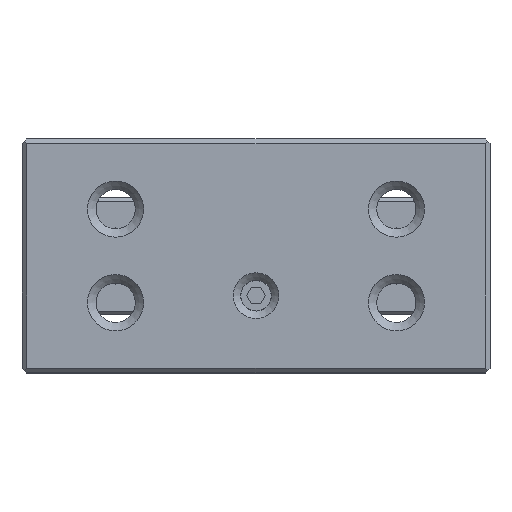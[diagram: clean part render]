
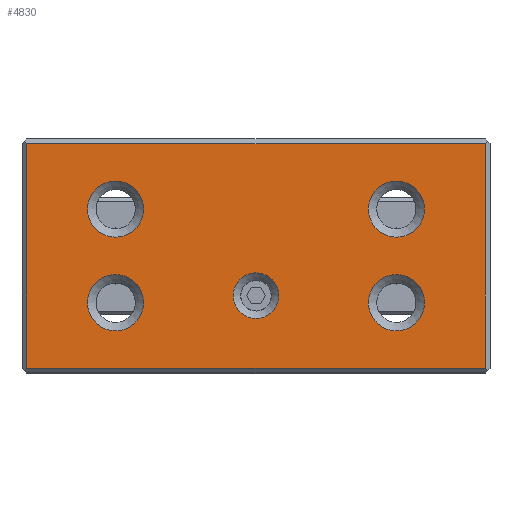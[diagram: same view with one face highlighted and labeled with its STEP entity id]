
A CAD part, top view. The second image highlights one B-rep face of the part: STEP entity #4830.
In plain terms, the highlighted planar face has unit normal (0, 0, 1).
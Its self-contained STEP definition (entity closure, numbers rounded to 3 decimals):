
#4656=FACE_BOUND('',#6727,.T.);
#4657=FACE_BOUND('',#6728,.T.);
#4658=FACE_BOUND('',#6729,.T.);
#4659=FACE_BOUND('',#6730,.T.);
#4660=FACE_BOUND('',#6731,.T.);
#4661=FACE_BOUND('',#6732,.T.);
#4754=CIRCLE('',#16977,0.975);
#4755=CIRCLE('',#16978,1.2);
#4756=CIRCLE('',#16979,1.2);
#4757=CIRCLE('',#16980,1.2);
#4758=CIRCLE('',#16981,1.2);
#4830=ADVANCED_FACE('',(#4656,#4657,#4658,#4659,#4660,#4661),#5519,.T.);
#5519=PLANE('',#16982);
#6727=EDGE_LOOP('',(#8126));
#6728=EDGE_LOOP('',(#8127));
#6729=EDGE_LOOP('',(#8128));
#6730=EDGE_LOOP('',(#8129));
#6731=EDGE_LOOP('',(#8130));
#6732=EDGE_LOOP('',(#8131,#8132,#8133,#8134));
#8126=ORIENTED_EDGE('',*,*,#12880,.T.);
#8127=ORIENTED_EDGE('',*,*,#12881,.T.);
#8128=ORIENTED_EDGE('',*,*,#12882,.T.);
#8129=ORIENTED_EDGE('',*,*,#12883,.T.);
#8130=ORIENTED_EDGE('',*,*,#12884,.T.);
#8131=ORIENTED_EDGE('',*,*,#12885,.T.);
#8132=ORIENTED_EDGE('',*,*,#12886,.T.);
#8133=ORIENTED_EDGE('',*,*,#12887,.T.);
#8134=ORIENTED_EDGE('',*,*,#12888,.T.);
#11626=VERTEX_POINT('',#21717);
#11627=VERTEX_POINT('',#21719);
#11628=VERTEX_POINT('',#21721);
#11629=VERTEX_POINT('',#21723);
#11630=VERTEX_POINT('',#21725);
#11631=VERTEX_POINT('',#21727);
#11632=VERTEX_POINT('',#21728);
#11633=VERTEX_POINT('',#21730);
#11634=VERTEX_POINT('',#21732);
#12880=EDGE_CURVE('',#11626,#11626,#4754,.T.);
#12881=EDGE_CURVE('',#11627,#11627,#4755,.T.);
#12882=EDGE_CURVE('',#11628,#11628,#4756,.T.);
#12883=EDGE_CURVE('',#11629,#11629,#4757,.T.);
#12884=EDGE_CURVE('',#11630,#11630,#4758,.T.);
#12885=EDGE_CURVE('',#11631,#11632,#14528,.T.);
#12886=EDGE_CURVE('',#11632,#11633,#14529,.T.);
#12887=EDGE_CURVE('',#11633,#11634,#14530,.T.);
#12888=EDGE_CURVE('',#11634,#11631,#14531,.T.);
#14528=LINE('',#21726,#15940);
#14529=LINE('',#21729,#15941);
#14530=LINE('',#21731,#15942);
#14531=LINE('',#21733,#15943);
#15940=VECTOR('',#18055,1.);
#15941=VECTOR('',#18056,1.);
#15942=VECTOR('',#18057,1.);
#15943=VECTOR('',#18058,1.);
#16977=AXIS2_PLACEMENT_3D('',#21716,#18045,#18046);
#16978=AXIS2_PLACEMENT_3D('',#21718,#18047,#18048);
#16979=AXIS2_PLACEMENT_3D('',#21720,#18049,#18050);
#16980=AXIS2_PLACEMENT_3D('',#21722,#18051,#18052);
#16981=AXIS2_PLACEMENT_3D('',#21724,#18053,#18054);
#16982=AXIS2_PLACEMENT_3D('',#21734,#18059,#18060);
#18045=DIRECTION('',(0.,0.,-1.));
#18046=DIRECTION('',(1.,0.,0.));
#18047=DIRECTION('',(0.,0.,-1.));
#18048=DIRECTION('',(1.,0.,0.));
#18049=DIRECTION('',(0.,0.,-1.));
#18050=DIRECTION('',(1.,0.,0.));
#18051=DIRECTION('',(0.,0.,-1.));
#18052=DIRECTION('',(1.,0.,0.));
#18053=DIRECTION('',(0.,0.,-1.));
#18054=DIRECTION('',(1.,0.,0.));
#18055=DIRECTION('',(1.,0.,0.));
#18056=DIRECTION('',(0.,1.,0.));
#18057=DIRECTION('',(-1.,0.,0.));
#18058=DIRECTION('',(0.,-1.,0.));
#18059=DIRECTION('',(0.,0.,1.));
#18060=DIRECTION('',(1.,0.,0.));
#21716=CARTESIAN_POINT('',(10.,0.8,6.));
#21717=CARTESIAN_POINT('',(10.975,0.8,6.));
#21718=CARTESIAN_POINT('',(4.,0.5,6.));
#21719=CARTESIAN_POINT('',(5.2,0.5,6.));
#21720=CARTESIAN_POINT('',(4.,4.5,6.));
#21721=CARTESIAN_POINT('',(5.2,4.5,6.));
#21722=CARTESIAN_POINT('',(16.,0.5,6.));
#21723=CARTESIAN_POINT('',(17.2,0.5,6.));
#21724=CARTESIAN_POINT('',(16.,4.5,6.));
#21725=CARTESIAN_POINT('',(17.2,4.5,6.));
#21726=CARTESIAN_POINT('',(10.,-2.3,6.));
#21727=CARTESIAN_POINT('',(0.2,-2.3,6.));
#21728=CARTESIAN_POINT('',(19.8,-2.3,6.));
#21729=CARTESIAN_POINT('',(19.8,2.5,6.));
#21730=CARTESIAN_POINT('',(19.8,7.3,6.));
#21731=CARTESIAN_POINT('',(10.,7.3,6.));
#21732=CARTESIAN_POINT('',(0.2,7.3,6.));
#21733=CARTESIAN_POINT('',(0.2,2.5,6.));
#21734=CARTESIAN_POINT('',(10.,2.5,6.));
